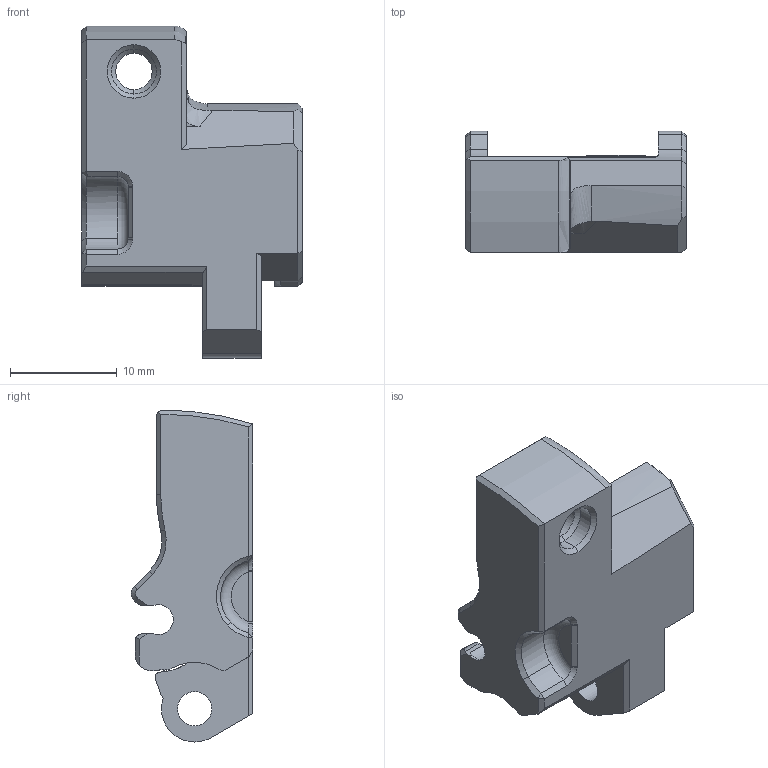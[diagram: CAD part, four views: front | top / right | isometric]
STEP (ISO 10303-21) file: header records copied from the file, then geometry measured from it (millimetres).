
FILE_DESCRIPTION (( 'STEP AP214' ), '1' );
FILE_NAME ('BMG嗉謫釱.STEP', '2023-10-22T14:39:00', ( '' ), ( '' ), 'SwSTEP 2.0', 'SolidWorks 2022', '' );
FILE_SCHEMA (( 'AUTOMOTIVE_DESIGN' ));
Length unit declared in the file: millimetre
Products named in the file (1): BMG惰轮座
Bounding box: 20.6 x 11.37 x 31.04 mm (x, y, z)
Volume: 2927.3 mm3; surface area: 1973.6 mm2
Topology: 1 solids, 1 shells, 162 faces, 443 edges, 283 vertices
Faces by surface type: plane 62, cylinder 54, cone 30, bspline 9, torus 7
Entity records: 5620 total; most frequent: CARTESIAN_POINT 1531, ORIENTED_EDGE 886, DIRECTION 829, EDGE_CURVE 443, AXIS2_PLACEMENT_3D 300, VERTEX_POINT 283, LINE 229, VECTOR 229
